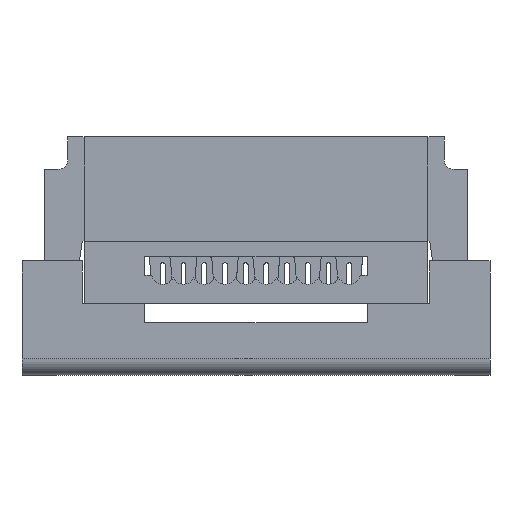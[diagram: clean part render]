
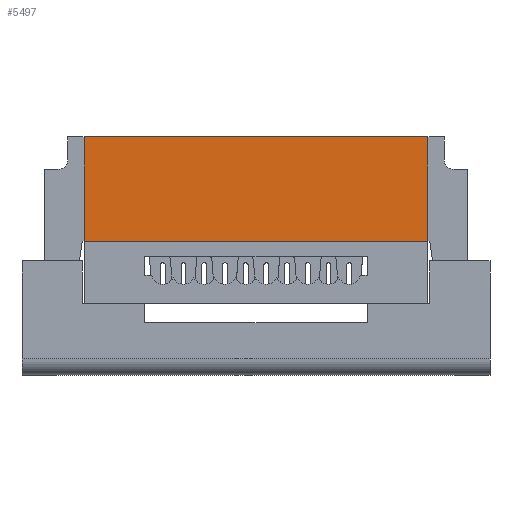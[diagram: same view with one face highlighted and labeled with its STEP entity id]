
A CAD part, front view. The second image highlights one B-rep face of the part: STEP entity #5497.
In plain terms, the highlighted planar face has unit normal (0, -1, 0).
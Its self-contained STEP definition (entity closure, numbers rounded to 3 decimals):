
#138 = PLANE('',#139);
#139 = AXIS2_PLACEMENT_3D('',#140,#141,#142);
#140 = CARTESIAN_POINT('',(0.,0.,3.2));
#141 = DIRECTION('',(-0.,0.,1.));
#142 = DIRECTION('',(1.,0.,0.));
#192 = PLANE('',#193);
#193 = AXIS2_PLACEMENT_3D('',#194,#195,#196);
#194 = CARTESIAN_POINT('',(0.,0.,0.));
#195 = DIRECTION('',(-0.,0.,1.));
#196 = DIRECTION('',(1.,0.,0.));
#1992 = VERTEX_POINT('',#1993);
#1993 = CARTESIAN_POINT('',(1945.476,1290.966,0.));
#2007 = PLANE('',#2008);
#2008 = AXIS2_PLACEMENT_3D('',#2009,#2010,#2011);
#2009 = CARTESIAN_POINT('',(1945.476,0.,3.2)
  );
#2010 = DIRECTION('',(-1.,0.,0.));
#2011 = DIRECTION('',(0.,1.,0.));
#2019 = EDGE_CURVE('',#1992,#2020,#2022,.T.);
#2020 = VERTEX_POINT('',#2021);
#2021 = CARTESIAN_POINT('',(1934.936,1290.966,0.));
#2022 = SURFACE_CURVE('',#2023,(#2027,#2034),.PCURVE_S1.);
#2023 = LINE('',#2024,#2025);
#2024 = CARTESIAN_POINT('',(0.,1290.966,0.));
#2025 = VECTOR('',#2026,1.);
#2026 = DIRECTION('',(-1.,0.,0.));
#2027 = PCURVE('',#192,#2028);
#2028 = DEFINITIONAL_REPRESENTATION('',(#2029),#2033);
#2029 = LINE('',#2030,#2031);
#2030 = CARTESIAN_POINT('',(0.,1290.966));
#2031 = VECTOR('',#2032,1.);
#2032 = DIRECTION('',(-1.,0.));
#2033 = ( GEOMETRIC_REPRESENTATION_CONTEXT(2) 
PARAMETRIC_REPRESENTATION_CONTEXT() REPRESENTATION_CONTEXT('2D SPACE',''
  ) );
#2034 = PCURVE('',#2035,#2040);
#2035 = PLANE('',#2036);
#2036 = AXIS2_PLACEMENT_3D('',#2037,#2038,#2039);
#2037 = CARTESIAN_POINT('',(0.,1290.966,3.2));
#2038 = DIRECTION('',(0.,-1.,0.));
#2039 = DIRECTION('',(1.,0.,0.));
#2040 = DEFINITIONAL_REPRESENTATION('',(#2041),#2045);
#2041 = LINE('',#2042,#2043);
#2042 = CARTESIAN_POINT('',(0.,-3.2));
#2043 = VECTOR('',#2044,1.);
#2044 = DIRECTION('',(-1.,0.));
#2045 = ( GEOMETRIC_REPRESENTATION_CONTEXT(2) 
PARAMETRIC_REPRESENTATION_CONTEXT() REPRESENTATION_CONTEXT('2D SPACE',''
  ) );
#2063 = PLANE('',#2064);
#2064 = AXIS2_PLACEMENT_3D('',#2065,#2066,#2067);
#2065 = CARTESIAN_POINT('',(1934.936,0.,3.2)
  );
#2066 = DIRECTION('',(1.,0.,0.));
#2067 = DIRECTION('',(0.,1.,0.));
#5433 = VERTEX_POINT('',#5434);
#5434 = CARTESIAN_POINT('',(1934.936,1290.966,3.2));
#5477 = EDGE_CURVE('',#5433,#2020,#5478,.T.);
#5478 = SURFACE_CURVE('',#5479,(#5483,#5490),.PCURVE_S1.);
#5479 = LINE('',#5480,#5481);
#5480 = CARTESIAN_POINT('',(1934.936,1290.966,3.2));
#5481 = VECTOR('',#5482,1.);
#5482 = DIRECTION('',(-0.,-0.,-1.));
#5483 = PCURVE('',#2063,#5484);
#5484 = DEFINITIONAL_REPRESENTATION('',(#5485),#5489);
#5485 = LINE('',#5486,#5487);
#5486 = CARTESIAN_POINT('',(1290.966,0.));
#5487 = VECTOR('',#5488,1.);
#5488 = DIRECTION('',(0.,-1.));
#5489 = ( GEOMETRIC_REPRESENTATION_CONTEXT(2) 
PARAMETRIC_REPRESENTATION_CONTEXT() REPRESENTATION_CONTEXT('2D SPACE',''
  ) );
#5490 = PCURVE('',#2035,#5491);
#5491 = DEFINITIONAL_REPRESENTATION('',(#5492),#5496);
#5492 = LINE('',#5493,#5494);
#5493 = CARTESIAN_POINT('',(1934.936,0.));
#5494 = VECTOR('',#5495,1.);
#5495 = DIRECTION('',(0.,-1.));
#5496 = ( GEOMETRIC_REPRESENTATION_CONTEXT(2) 
PARAMETRIC_REPRESENTATION_CONTEXT() REPRESENTATION_CONTEXT('2D SPACE',''
  ) );
#5497 = ADVANCED_FACE('',(#5498),#2035,.T.);
#5498 = FACE_BOUND('',#5499,.T.);
#5499 = EDGE_LOOP('',(#5500,#5501,#5524,#5545));
#5500 = ORIENTED_EDGE('',*,*,#2019,.F.);
#5501 = ORIENTED_EDGE('',*,*,#5502,.F.);
#5502 = EDGE_CURVE('',#5503,#1992,#5505,.T.);
#5503 = VERTEX_POINT('',#5504);
#5504 = CARTESIAN_POINT('',(1945.476,1290.966,3.2));
#5505 = SURFACE_CURVE('',#5506,(#5510,#5517),.PCURVE_S1.);
#5506 = LINE('',#5507,#5508);
#5507 = CARTESIAN_POINT('',(1945.476,1290.966,3.2));
#5508 = VECTOR('',#5509,1.);
#5509 = DIRECTION('',(0.,-0.,-1.));
#5510 = PCURVE('',#2035,#5511);
#5511 = DEFINITIONAL_REPRESENTATION('',(#5512),#5516);
#5512 = LINE('',#5513,#5514);
#5513 = CARTESIAN_POINT('',(1945.476,0.));
#5514 = VECTOR('',#5515,1.);
#5515 = DIRECTION('',(0.,-1.));
#5516 = ( GEOMETRIC_REPRESENTATION_CONTEXT(2) 
PARAMETRIC_REPRESENTATION_CONTEXT() REPRESENTATION_CONTEXT('2D SPACE',''
  ) );
#5517 = PCURVE('',#2007,#5518);
#5518 = DEFINITIONAL_REPRESENTATION('',(#5519),#5523);
#5519 = LINE('',#5520,#5521);
#5520 = CARTESIAN_POINT('',(1290.966,0.));
#5521 = VECTOR('',#5522,1.);
#5522 = DIRECTION('',(0.,1.));
#5523 = ( GEOMETRIC_REPRESENTATION_CONTEXT(2) 
PARAMETRIC_REPRESENTATION_CONTEXT() REPRESENTATION_CONTEXT('2D SPACE',''
  ) );
#5524 = ORIENTED_EDGE('',*,*,#5525,.T.);
#5525 = EDGE_CURVE('',#5503,#5433,#5526,.T.);
#5526 = SURFACE_CURVE('',#5527,(#5531,#5538),.PCURVE_S1.);
#5527 = LINE('',#5528,#5529);
#5528 = CARTESIAN_POINT('',(0.,1290.966,3.2));
#5529 = VECTOR('',#5530,1.);
#5530 = DIRECTION('',(-1.,0.,0.));
#5531 = PCURVE('',#2035,#5532);
#5532 = DEFINITIONAL_REPRESENTATION('',(#5533),#5537);
#5533 = LINE('',#5534,#5535);
#5534 = CARTESIAN_POINT('',(0.,0.));
#5535 = VECTOR('',#5536,1.);
#5536 = DIRECTION('',(-1.,0.));
#5537 = ( GEOMETRIC_REPRESENTATION_CONTEXT(2) 
PARAMETRIC_REPRESENTATION_CONTEXT() REPRESENTATION_CONTEXT('2D SPACE',''
  ) );
#5538 = PCURVE('',#138,#5539);
#5539 = DEFINITIONAL_REPRESENTATION('',(#5540),#5544);
#5540 = LINE('',#5541,#5542);
#5541 = CARTESIAN_POINT('',(0.,1290.966));
#5542 = VECTOR('',#5543,1.);
#5543 = DIRECTION('',(-1.,0.));
#5544 = ( GEOMETRIC_REPRESENTATION_CONTEXT(2) 
PARAMETRIC_REPRESENTATION_CONTEXT() REPRESENTATION_CONTEXT('2D SPACE',''
  ) );
#5545 = ORIENTED_EDGE('',*,*,#5477,.T.);
